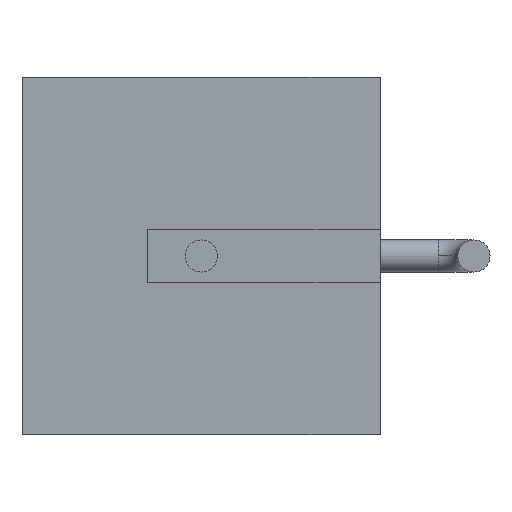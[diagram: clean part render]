
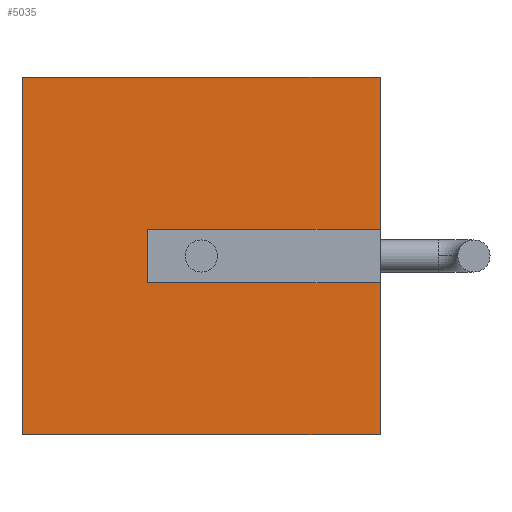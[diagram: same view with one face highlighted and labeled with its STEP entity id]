
A CAD part, front view. The second image highlights one B-rep face of the part: STEP entity #5035.
In plain terms, the highlighted planar face has unit normal (0, -1, 0).
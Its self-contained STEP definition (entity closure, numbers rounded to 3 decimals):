
#2248 = CARTESIAN_POINT ( 'NONE',  ( -5., 0., 5. ) ) ;
#2249 = CARTESIAN_POINT ( 'NONE',  ( -5., 0., -5. ) ) ;
#2343 = LINE ( 'NONE', #2372, #2371 ) ;
#2370 = DIRECTION ( 'NONE',  ( 0., 0., 1. ) ) ;
#2371 = VECTOR ( 'NONE', #2370, 1000. ) ;
#2372 = CARTESIAN_POINT ( 'NONE',  ( -5., 0., -5. ) ) ;
#2473 = LINE ( 'NONE', #2474, #2514 ) ;
#2474 = CARTESIAN_POINT ( 'NONE',  ( -1.5, 0., -0.75 ) ) ;
#2514 = VECTOR ( 'NONE', #2515, 1000. ) ;
#2515 = DIRECTION ( 'NONE',  ( 1., 0., 0. ) ) ;
#2857 = DIRECTION ( 'NONE',  ( -1., 0., 0. ) ) ;
#2858 = VECTOR ( 'NONE', #2857, 1000. ) ;
#2859 = CARTESIAN_POINT ( 'NONE',  ( -5., 0., -5. ) ) ;
#2860 = LINE ( 'NONE', #2859, #2858 ) ;
#2995 = LINE ( 'NONE', #3053, #3052 ) ;
#2996 = DIRECTION ( 'NONE',  ( 0., 0., 1. ) ) ;
#2997 = DIRECTION ( 'NONE',  ( 0., 1., 0. ) ) ;
#2998 = CARTESIAN_POINT ( 'NONE',  ( 5., 0., 5. ) ) ;
#2999 = AXIS2_PLACEMENT_3D ( 'NONE', #2998, #2997, #2996 ) ;
#3000 = PLANE ( 'NONE',  #2999 ) ;
#3015 = FACE_OUTER_BOUND ( 'NONE', #5036, .T. ) ;
#3049 = CARTESIAN_POINT ( 'NONE',  ( -1.5, 0., -0.75 ) ) ;
#3050 = CARTESIAN_POINT ( 'NONE',  ( -1.5, 0., 0.75 ) ) ;
#3051 = DIRECTION ( 'NONE',  ( 0., 0., -1. ) ) ;
#3052 = VECTOR ( 'NONE', #3051, 1000. ) ;
#3053 = CARTESIAN_POINT ( 'NONE',  ( -1.5, 0., 0.75 ) ) ;
#3544 = CARTESIAN_POINT ( 'NONE',  ( -1.5, 0., 0.75 ) ) ;
#3545 = LINE ( 'NONE', #3544, #3556 ) ;
#3555 = DIRECTION ( 'NONE',  ( -1., 0., 0. ) ) ;
#3556 = VECTOR ( 'NONE', #3555, 1000. ) ;
#3574 = DIRECTION ( 'NONE',  ( 1., 0., 0. ) ) ;
#3575 = VECTOR ( 'NONE', #3574, 1000. ) ;
#3576 = LINE ( 'NONE', #3583, #3575 ) ;
#3583 = CARTESIAN_POINT ( 'NONE',  ( -5., 0., 5. ) ) ;
#3590 = CARTESIAN_POINT ( 'NONE',  ( 5., 0., -0.75 ) ) ;
#3593 = VECTOR ( 'NONE', #3599, 1000. ) ;
#3596 = CARTESIAN_POINT ( 'NONE',  ( 5., 0., -5. ) ) ;
#3597 = LINE ( 'NONE', #3598, #3593 ) ;
#3598 = CARTESIAN_POINT ( 'NONE',  ( 5., 0., -5. ) ) ;
#3599 = DIRECTION ( 'NONE',  ( 0., 0., -1. ) ) ;
#3622 = VECTOR ( 'NONE', #3635, 1000. ) ;
#3623 = CARTESIAN_POINT ( 'NONE',  ( 5., 0., -5. ) ) ;
#3624 = LINE ( 'NONE', #3623, #3622 ) ;
#3633 = CARTESIAN_POINT ( 'NONE',  ( 5., 0., 0.75 ) ) ;
#3634 = CARTESIAN_POINT ( 'NONE',  ( 5., 0., 5. ) ) ;
#3635 = DIRECTION ( 'NONE',  ( 0., 0., -1. ) ) ;
#4801 = EDGE_CURVE ( 'NONE', #4802, #4803, #2343, .T. ) ;
#4802 = VERTEX_POINT ( 'NONE', #2249 ) ;
#4803 = VERTEX_POINT ( 'NONE', #2248 ) ;
#4831 = ORIENTED_EDGE ( 'NONE', *, *, #4980, .F. ) ;
#4832 = ORIENTED_EDGE ( 'NONE', *, *, #4833, .F. ) ;
#4833 = EDGE_CURVE ( 'NONE', #5040, #4978, #2473, .T. ) ;
#4916 = EDGE_CURVE ( 'NONE', #4981, #4802, #2860, .T. ) ;
#4958 = ORIENTED_EDGE ( 'NONE', *, *, #4959, .F. ) ;
#4959 = EDGE_CURVE ( 'NONE', #5001, #5039, #3545, .T. ) ;
#4960 = ORIENTED_EDGE ( 'NONE', *, *, #4999, .F. ) ;
#4961 = ORIENTED_EDGE ( 'NONE', *, *, #4971, .F. ) ;
#4971 = EDGE_CURVE ( 'NONE', #4803, #5000, #3576, .T. ) ;
#4978 = VERTEX_POINT ( 'NONE', #3590 ) ;
#4980 = EDGE_CURVE ( 'NONE', #4978, #4981, #3597, .T. ) ;
#4981 = VERTEX_POINT ( 'NONE', #3596 ) ;
#4999 = EDGE_CURVE ( 'NONE', #5000, #5001, #3624, .T. ) ;
#5000 = VERTEX_POINT ( 'NONE', #3634 ) ;
#5001 = VERTEX_POINT ( 'NONE', #3633 ) ;
#5003 = ORIENTED_EDGE ( 'NONE', *, *, #4801, .F. ) ;
#5004 = ORIENTED_EDGE ( 'NONE', *, *, #4916, .F. ) ;
#5035 = ADVANCED_FACE ( 'NONE', ( #3015 ), #3000, .F. ) ;
#5036 = EDGE_LOOP ( 'NONE', ( #5037, #4958, #4960, #4961, #5003, #5004, #4831, #4832 ) ) ;
#5037 = ORIENTED_EDGE ( 'NONE', *, *, #5038, .F. ) ;
#5038 = EDGE_CURVE ( 'NONE', #5039, #5040, #2995, .T. ) ;
#5039 = VERTEX_POINT ( 'NONE', #3050 ) ;
#5040 = VERTEX_POINT ( 'NONE', #3049 ) ;
